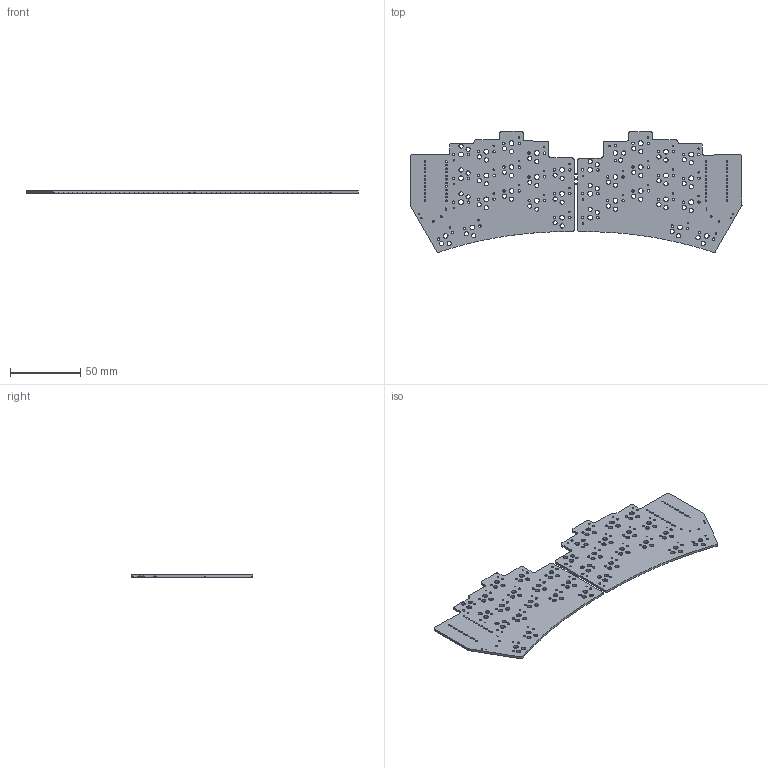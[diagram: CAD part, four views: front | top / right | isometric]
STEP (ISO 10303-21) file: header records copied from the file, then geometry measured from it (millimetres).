
FILE_DESCRIPTION(('KiCad electronic assembly'),'2;1');
FILE_NAME('KoalaKeeb.step','2024-08-26T21:27:52',('Pcbnew'),('Kicad'), 'Open CASCADE STEP processor 7.6','KiCad to STEP converter','Unknown' );
FILE_SCHEMA(('AUTOMOTIVE_DESIGN { 1 0 10303 214 1 1 1 1 }'));
Length unit declared in the file: millimetre
Products named in the file (2): KoalaKeeb 1; KoalaKeeb PCB
Assembly tree (1 placements, depth 2):
  KoalaKeeb 1
    KoalaKeeb PCB
Bounding box: 236.57 x 86.29 x 1.6 mm (x, y, z)
Volume: 22602.9 mm3; surface area: 32142 mm2
Topology: 1 solids, 1 shells, 618 faces, 1848 edges, 1232 vertices
Faces by surface type: plane 354, cylinder 264
Full cylindrical faces by diameter (mm): 0.5 x4, 0.85 x4, 0.991 x34, 1.092 x48, 1.3 x4, 1.702 x68, 3 x68, 3.429 x34
Entity records: 47599 total; most frequent: CARTESIAN_POINT 10564, DIRECTION 6784, LINE 4488, VECTOR 4488, ORIENTED_EDGE 3696, PCURVE 3696, DEFINITIONAL_REPRESENTATION 3696, EDGE_CURVE 1848
